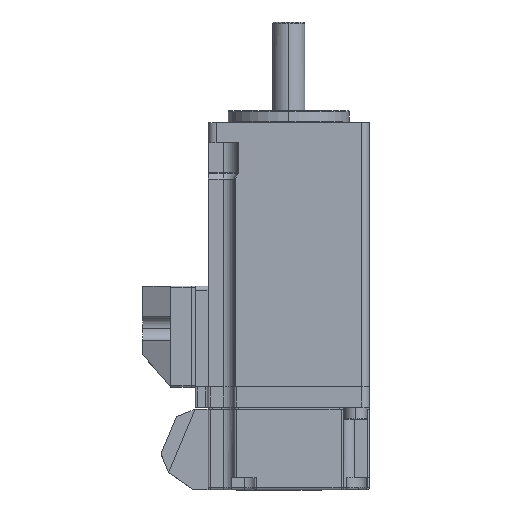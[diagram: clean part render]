
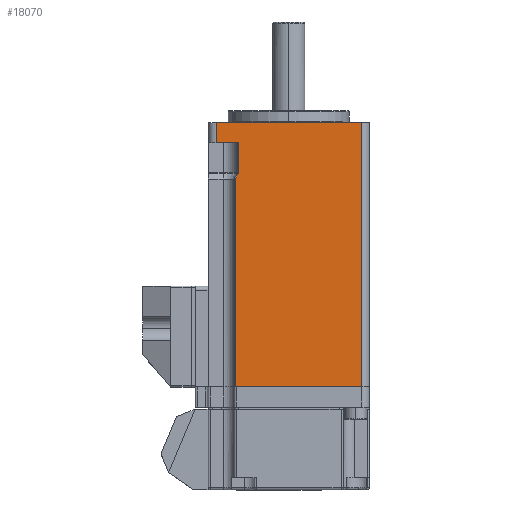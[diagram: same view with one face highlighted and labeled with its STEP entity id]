
A CAD part, top view. The second image highlights one B-rep face of the part: STEP entity #18070.
In plain terms, the highlighted planar face has unit normal (0, 0, 1).
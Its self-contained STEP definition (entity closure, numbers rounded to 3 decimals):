
#735 = EDGE_CURVE ( 'NONE', #33508, #13312, #18287, .T. ) ;
#1106 = DIRECTION ( 'NONE',  ( -1., 0., 0. ) ) ;
#2211 = VECTOR ( 'NONE', #27910, 1000. ) ;
#2561 = EDGE_CURVE ( 'NONE', #5645, #33508, #18161, .T. ) ;
#2967 = EDGE_CURVE ( 'NONE', #20878, #5645, #17005, .T. ) ;
#3191 = CARTESIAN_POINT ( 'NONE',  ( -12.863, -58.94, 20. ) ) ;
#3354 = CARTESIAN_POINT ( 'NONE',  ( 18., -43.492, 20. ) ) ;
#5101 = VERTEX_POINT ( 'NONE', #9378 ) ;
#5113 = VECTOR ( 'NONE', #31244, 1000. ) ;
#5645 = VERTEX_POINT ( 'NONE', #8440 ) ;
#5982 = EDGE_LOOP ( 'NONE', ( #8830, #31747, #33305, #10357, #19209, #21453, #14681, #8713, #28642 ) ) ;
#6127 = LINE ( 'NONE', #3354, #27848 ) ;
#6178 = CARTESIAN_POINT ( 'NONE',  ( -12.514, -59.136, 20. ) ) ;
#6327 = CARTESIAN_POINT ( 'NONE',  ( -18., -51.492, 20. ) ) ;
#6473 = FACE_OUTER_BOUND ( 'NONE', #5982, .T. ) ;
#6561 = CARTESIAN_POINT ( 'NONE',  ( -18., -46.492, 20. ) ) ;
#6605 = CARTESIAN_POINT ( 'NONE',  ( -18., -46.492, 20. ) ) ;
#6612 = CARTESIAN_POINT ( 'NONE',  ( -13.3, -43.492, 20. ) ) ;
#6944 = CARTESIAN_POINT ( 'NONE',  ( -12.463, -58.94, 20. ) ) ;
#8000 = AXIS2_PLACEMENT_3D ( 'NONE', #3191, #18927, #21122 ) ;
#8440 = CARTESIAN_POINT ( 'NONE',  ( -12.463, -58.94, 20. ) ) ;
#8640 = CARTESIAN_POINT ( 'NONE',  ( 18., -46.492, 20. ) ) ;
#8713 = ORIENTED_EDGE ( 'NONE', *, *, #18227, .T. ) ;
#8830 = ORIENTED_EDGE ( 'NONE', *, *, #8840, .T. ) ;
#8840 = EDGE_CURVE ( 'NONE', #13558, #20878, #22847, .T. ) ;
#9020 = PLANE ( 'NONE',  #22991 ) ;
#9378 = CARTESIAN_POINT ( 'NONE',  ( 18., -111.992, 20. ) ) ;
#9968 = VERTEX_POINT ( 'NONE', #22814 ) ;
#10357 = ORIENTED_EDGE ( 'NONE', *, *, #735, .T. ) ;
#10933 = VECTOR ( 'NONE', #20143, 1000. ) ;
#11521 = CARTESIAN_POINT ( 'NONE',  ( -18., -51.492, 20. ) ) ;
#11799 = LINE ( 'NONE', #6561, #28591 ) ;
#13079 = CARTESIAN_POINT ( 'NONE',  ( -18., -43.492, 20. ) ) ;
#13312 = VERTEX_POINT ( 'NONE', #17935 ) ;
#13558 = VERTEX_POINT ( 'NONE', #6327 ) ;
#14573 = DIRECTION ( 'NONE',  ( -1., 0., 0. ) ) ;
#14650 = EDGE_CURVE ( 'NONE', #22195, #5101, #6127, .T. ) ;
#14681 = ORIENTED_EDGE ( 'NONE', *, *, #14650, .F. ) ;
#15698 = DIRECTION ( 'NONE',  ( 0., -1., 0. ) ) ;
#15717 = DIRECTION ( 'NONE',  ( -0.489, -0.873, 0. ) ) ;
#16627 = VECTOR ( 'NONE', #15717, 1000. ) ;
#16808 = CARTESIAN_POINT ( 'NONE',  ( -18., -43.492, 20. ) ) ;
#17005 = LINE ( 'NONE', #6944, #2211 ) ;
#17935 = CARTESIAN_POINT ( 'NONE',  ( -13.3, -60.538, 20. ) ) ;
#18068 = VERTEX_POINT ( 'NONE', #6605 ) ;
#18070 = ADVANCED_FACE ( 'NONE', ( #6473 ), #9020, .F. ) ;
#18161 = CIRCLE ( 'NONE', #8000, 0.4 ) ;
#18227 = EDGE_CURVE ( 'NONE', #22195, #18068, #11799, .T. ) ;
#18287 = LINE ( 'NONE', #33841, #16627 ) ;
#18927 = DIRECTION ( 'NONE',  ( 0., 0., -1. ) ) ;
#19136 = EDGE_CURVE ( 'NONE', #13312, #9968, #30569, .T. ) ;
#19209 = ORIENTED_EDGE ( 'NONE', *, *, #19136, .T. ) ;
#19330 = DIRECTION ( 'NONE',  ( 1., 0., 0. ) ) ;
#20143 = DIRECTION ( 'NONE',  ( 0., -1., 0. ) ) ;
#20878 = VERTEX_POINT ( 'NONE', #28899 ) ;
#20889 = EDGE_CURVE ( 'NONE', #18068, #13558, #23970, .T. ) ;
#21122 = DIRECTION ( 'NONE',  ( -1., 0., 0. ) ) ;
#21453 = ORIENTED_EDGE ( 'NONE', *, *, #30151, .T. ) ;
#21740 = DIRECTION ( 'NONE',  ( 0., -1., 0. ) ) ;
#22195 = VERTEX_POINT ( 'NONE', #8640 ) ;
#22814 = CARTESIAN_POINT ( 'NONE',  ( -13.3, -111.992, 20. ) ) ;
#22847 = LINE ( 'NONE', #11521, #24055 ) ;
#22991 = AXIS2_PLACEMENT_3D ( 'NONE', #16808, #27359, #1106 ) ;
#23456 = CARTESIAN_POINT ( 'NONE',  ( -18., -111.992, 20. ) ) ;
#23970 = LINE ( 'NONE', #13079, #32553 ) ;
#24055 = VECTOR ( 'NONE', #19330, 1000. ) ;
#25215 = LINE ( 'NONE', #23456, #5113 ) ;
#27359 = DIRECTION ( 'NONE',  ( 0., 0., -1. ) ) ;
#27848 = VECTOR ( 'NONE', #21740, 1000. ) ;
#27910 = DIRECTION ( 'NONE',  ( 0., -1., 0. ) ) ;
#28591 = VECTOR ( 'NONE', #14573, 1000. ) ;
#28642 = ORIENTED_EDGE ( 'NONE', *, *, #20889, .T. ) ;
#28899 = CARTESIAN_POINT ( 'NONE',  ( -12.463, -51.492, 20. ) ) ;
#30151 = EDGE_CURVE ( 'NONE', #9968, #5101, #25215, .T. ) ;
#30569 = LINE ( 'NONE', #6612, #10933 ) ;
#31244 = DIRECTION ( 'NONE',  ( 1., 0., 0. ) ) ;
#31747 = ORIENTED_EDGE ( 'NONE', *, *, #2967, .T. ) ;
#32553 = VECTOR ( 'NONE', #15698, 1000. ) ;
#33305 = ORIENTED_EDGE ( 'NONE', *, *, #2561, .T. ) ;
#33508 = VERTEX_POINT ( 'NONE', #6178 ) ;
#33841 = CARTESIAN_POINT ( 'NONE',  ( -7.155, -49.565, 20. ) ) ;
